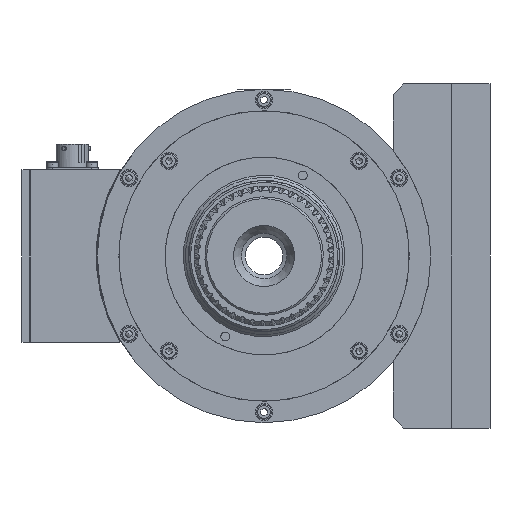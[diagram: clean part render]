
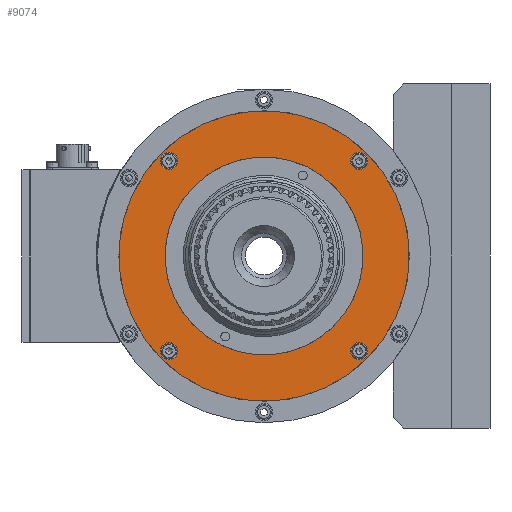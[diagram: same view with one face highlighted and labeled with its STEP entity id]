
A CAD part, left-side view. The second image highlights one B-rep face of the part: STEP entity #9074.
In plain terms, the highlighted planar face has unit normal (-1, 0, 0).
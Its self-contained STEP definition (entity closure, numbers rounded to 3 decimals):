
#20 = CIRCLE ( 'NONE', #48560, 4. ) ;
#370 = DIRECTION ( 'NONE',  ( -1., 0., 0. ) ) ;
#3927 = CARTESIAN_POINT ( 'NONE',  ( -87.8, 60.806, 44.194 ) ) ;
#5012 = CARTESIAN_POINT ( 'NONE',  ( -87.8, 146.366, -41.366 ) ) ;
#5334 = EDGE_LOOP ( 'NONE', ( #35967 ) ) ;
#7158 = CARTESIAN_POINT ( 'NONE',  ( -87.8, 137.527, 32.527 ) ) ;
#8281 = DIRECTION ( 'NONE',  ( 0., -0.707, 0.707 ) ) ;
#9074 = ADVANCED_FACE ( 'NONE', ( #40515, #40342, #40452, #40633, #39820, #39769 ), #52729, .F. ) ;
#10814 = AXIS2_PLACEMENT_3D ( 'NONE', #42323, #15080, #46929 ) ;
#10876 = CARTESIAN_POINT ( 'NONE',  ( -87.8, 105., 0. ) ) ;
#11091 = CIRCLE ( 'NONE', #50349, 4. ) ;
#12032 = EDGE_CURVE ( 'NONE', #30309, #30309, #48505, .T. ) ;
#12379 = EDGE_LOOP ( 'NONE', ( #38856 ) ) ;
#14591 = CARTESIAN_POINT ( 'NONE',  ( -87.8, 149.194, 44.194 ) ) ;
#15080 = DIRECTION ( 'NONE',  ( -1., 0., 0. ) ) ;
#15324 = DIRECTION ( 'NONE',  ( 0., -0.707, 0.707 ) ) ;
#17452 = CIRCLE ( 'NONE', #27503, 67.5 ) ;
#18324 = AXIS2_PLACEMENT_3D ( 'NONE', #7158, #25591, #57039 ) ;
#18553 = CARTESIAN_POINT ( 'NONE',  ( -87.8, 146.366, 47.023 ) ) ;
#19134 = DIRECTION ( 'NONE',  ( 0., -0.707, 0.707 ) ) ;
#19146 = CARTESIAN_POINT ( 'NONE',  ( -87.8, 57.27, 47.73 ) ) ;
#21067 = EDGE_CURVE ( 'NONE', #27677, #27677, #24511, .T. ) ;
#21084 = EDGE_LOOP ( 'NONE', ( #38115 ) ) ;
#22905 = EDGE_CURVE ( 'NONE', #27458, #27458, #11091, .T. ) ;
#24327 = VERTEX_POINT ( 'NONE', #19146 ) ;
#24500 = EDGE_CURVE ( 'NONE', #27278, #27278, #20, .T. ) ;
#24511 = CIRCLE ( 'NONE', #52512, 46. ) ;
#24581 = CARTESIAN_POINT ( 'NONE',  ( -87.8, 149.194, -44.194 ) ) ;
#25591 = DIRECTION ( 'NONE',  ( 1., 0., 0. ) ) ;
#26314 = VERTEX_POINT ( 'NONE', #18553 ) ;
#27053 = CARTESIAN_POINT ( 'NONE',  ( -87.8, 105., 0. ) ) ;
#27278 = VERTEX_POINT ( 'NONE', #5012 ) ;
#27458 = VERTEX_POINT ( 'NONE', #54378 ) ;
#27503 = AXIS2_PLACEMENT_3D ( 'NONE', #10876, #42580, #15324 ) ;
#27677 = VERTEX_POINT ( 'NONE', #49936 ) ;
#29143 = DIRECTION ( 'NONE',  ( 0., -0.707, 0.707 ) ) ;
#29836 = EDGE_CURVE ( 'NONE', #26314, #26314, #41001, .T. ) ;
#30309 = VERTEX_POINT ( 'NONE', #49181 ) ;
#31609 = DIRECTION ( 'NONE',  ( 0., -0.707, 0.707 ) ) ;
#32442 = ORIENTED_EDGE ( 'NONE', *, *, #24500, .F. ) ;
#32501 = ORIENTED_EDGE ( 'NONE', *, *, #12032, .F. ) ;
#35217 = ORIENTED_EDGE ( 'NONE', *, *, #22905, .F. ) ;
#35292 = DIRECTION ( 'NONE',  ( -1., 0., 0. ) ) ;
#35967 = ORIENTED_EDGE ( 'NONE', *, *, #29836, .F. ) ;
#38115 = ORIENTED_EDGE ( 'NONE', *, *, #21067, .F. ) ;
#38856 = ORIENTED_EDGE ( 'NONE', *, *, #42443, .T. ) ;
#39343 = EDGE_LOOP ( 'NONE', ( #32501 ) ) ;
#39769 = FACE_OUTER_BOUND ( 'NONE', #12379, .T. ) ;
#39820 = FACE_BOUND ( 'NONE', #21084, .T. ) ;
#40342 = FACE_BOUND ( 'NONE', #39343, .T. ) ;
#40452 = FACE_BOUND ( 'NONE', #50275, .T. ) ;
#40515 = FACE_BOUND ( 'NONE', #43225, .T. ) ;
#40633 = FACE_BOUND ( 'NONE', #5334, .T. ) ;
#41001 = CIRCLE ( 'NONE', #42490, 4. ) ;
#42323 = CARTESIAN_POINT ( 'NONE',  ( -87.8, 60.806, -44.194 ) ) ;
#42443 = EDGE_CURVE ( 'NONE', #24327, #24327, #17452, .T. ) ;
#42490 = AXIS2_PLACEMENT_3D ( 'NONE', #14591, #46425, #19134 ) ;
#42580 = DIRECTION ( 'NONE',  ( -1., 0., 0. ) ) ;
#43225 = EDGE_LOOP ( 'NONE', ( #32442 ) ) ;
#46425 = DIRECTION ( 'NONE',  ( -1., 0., 0. ) ) ;
#46929 = DIRECTION ( 'NONE',  ( 0., -0.707, 0.707 ) ) ;
#48505 = CIRCLE ( 'NONE', #10814, 4. ) ;
#48560 = AXIS2_PLACEMENT_3D ( 'NONE', #24581, #56097, #29143 ) ;
#49181 = CARTESIAN_POINT ( 'NONE',  ( -87.8, 57.977, -41.366 ) ) ;
#49936 = CARTESIAN_POINT ( 'NONE',  ( -87.8, 72.473, 32.527 ) ) ;
#50275 = EDGE_LOOP ( 'NONE', ( #35217 ) ) ;
#50349 = AXIS2_PLACEMENT_3D ( 'NONE', #3927, #35292, #8281 ) ;
#52512 = AXIS2_PLACEMENT_3D ( 'NONE', #27053, #370, #31609 ) ;
#52729 = PLANE ( 'NONE',  #18324 ) ;
#54378 = CARTESIAN_POINT ( 'NONE',  ( -87.8, 57.977, 47.023 ) ) ;
#56097 = DIRECTION ( 'NONE',  ( -1., 0., 0. ) ) ;
#57039 = DIRECTION ( 'NONE',  ( 0., 0.707, -0.707 ) ) ;
